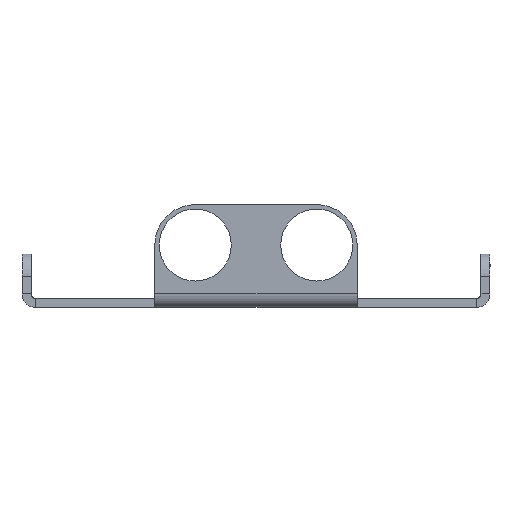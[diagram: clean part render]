
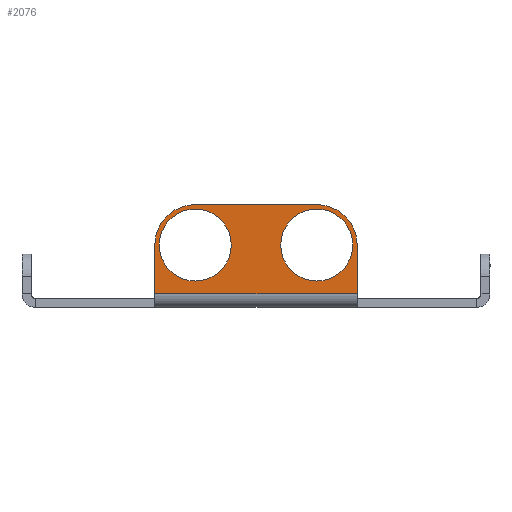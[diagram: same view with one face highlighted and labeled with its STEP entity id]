
A CAD part, front view. The second image highlights one B-rep face of the part: STEP entity #2076.
In plain terms, the highlighted planar face has unit normal (0, -1, 0).
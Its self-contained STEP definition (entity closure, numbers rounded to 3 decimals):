
#45 = DIRECTION ( 'NONE',  ( 1., 0., 0. ) ) ;
#48 = ORIENTED_EDGE ( 'NONE', *, *, #1045, .F. ) ;
#86 = LINE ( 'NONE', #917, #3139 ) ;
#127 = CIRCLE ( 'NONE', #1902, 8. ) ;
#144 = AXIS2_PLACEMENT_3D ( 'NONE', #2584, #2991, #2482 ) ;
#506 = EDGE_CURVE ( 'NONE', #3510, #531, #2719, .T. ) ;
#531 = VERTEX_POINT ( 'NONE', #2949 ) ;
#577 = VERTEX_POINT ( 'NONE', #1182 ) ;
#645 = ORIENTED_EDGE ( 'NONE', *, *, #506, .F. ) ;
#732 = ORIENTED_EDGE ( 'NONE', *, *, #1798, .F. ) ;
#747 = ORIENTED_EDGE ( 'NONE', *, *, #2818, .F. ) ;
#815 = DIRECTION ( 'NONE',  ( 0., -1., 0. ) ) ;
#908 = CARTESIAN_POINT ( 'NONE',  ( -60.921, -32.04, 22.858 ) ) ;
#917 = CARTESIAN_POINT ( 'NONE',  ( -69.921, -32.04, -68.142 ) ) ;
#919 = VERTEX_POINT ( 'NONE', #2677 ) ;
#921 = CARTESIAN_POINT ( 'NONE',  ( -24.921, -32.04, 3. ) ) ;
#1045 = EDGE_CURVE ( 'NONE', #2907, #2411, #2295, .T. ) ;
#1052 = DIRECTION ( 'NONE',  ( 0., 1., 0. ) ) ;
#1136 = EDGE_CURVE ( 'NONE', #2044, #2907, #2525, .T. ) ;
#1145 = CARTESIAN_POINT ( 'NONE',  ( -60.921, -32.04, 13.858 ) ) ;
#1156 = ORIENTED_EDGE ( 'NONE', *, *, #3780, .T. ) ;
#1182 = CARTESIAN_POINT ( 'NONE',  ( -33.921, -32.04, 21.858 ) ) ;
#1191 = CARTESIAN_POINT ( 'NONE',  ( -60.921, -32.04, 3. ) ) ;
#1222 = DIRECTION ( 'NONE',  ( 1., 0., 0. ) ) ;
#1270 = CARTESIAN_POINT ( 'NONE',  ( -60.921, -32.04, 22.858 ) ) ;
#1293 = DIRECTION ( 'NONE',  ( 0., 0., -1. ) ) ;
#1342 = ORIENTED_EDGE ( 'NONE', *, *, #3209, .F. ) ;
#1387 = CARTESIAN_POINT ( 'NONE',  ( -60.921, -32.04, 21.858 ) ) ;
#1402 = CARTESIAN_POINT ( 'NONE',  ( -33.921, -32.04, 22.858 ) ) ;
#1457 = AXIS2_PLACEMENT_3D ( 'NONE', #3081, #3376, #1614 ) ;
#1477 = DIRECTION ( 'NONE',  ( 0., -1., 0. ) ) ;
#1516 = VERTEX_POINT ( 'NONE', #1270 ) ;
#1517 = DIRECTION ( 'NONE',  ( 0., 1., 0. ) ) ;
#1606 = VECTOR ( 'NONE', #1293, 1000. ) ;
#1614 = DIRECTION ( 'NONE',  ( 0., 0., -1. ) ) ;
#1623 = CIRCLE ( 'NONE', #2590, 9. ) ;
#1691 = FACE_BOUND ( 'NONE', #3125, .T. ) ;
#1723 = ORIENTED_EDGE ( 'NONE', *, *, #3812, .F. ) ;
#1730 = PLANE ( 'NONE',  #3206 ) ;
#1798 = EDGE_CURVE ( 'NONE', #531, #3510, #127, .T. ) ;
#1869 = FACE_OUTER_BOUND ( 'NONE', #3138, .T. ) ;
#1902 = AXIS2_PLACEMENT_3D ( 'NONE', #3804, #2057, #2342 ) ;
#2044 = VERTEX_POINT ( 'NONE', #1402 ) ;
#2057 = DIRECTION ( 'NONE',  ( 0., -1., 0. ) ) ;
#2076 = ADVANCED_FACE ( 'NONE', ( #1691, #2089, #1869 ), #1730, .T. ) ;
#2089 = FACE_BOUND ( 'NONE', #3421, .T. ) ;
#2120 = DIRECTION ( 'NONE',  ( 0., 0., 1. ) ) ;
#2172 = CIRCLE ( 'NONE', #144, 8. ) ;
#2295 = LINE ( 'NONE', #3062, #1606 ) ;
#2300 = DIRECTION ( 'NONE',  ( -1., 0., 0. ) ) ;
#2342 = DIRECTION ( 'NONE',  ( 0., 0., -1. ) ) ;
#2388 = AXIS2_PLACEMENT_3D ( 'NONE', #2549, #1052, #3133 ) ;
#2411 = VERTEX_POINT ( 'NONE', #921 ) ;
#2482 = DIRECTION ( 'NONE',  ( 0., 0., -1. ) ) ;
#2525 = CIRCLE ( 'NONE', #2388, 9. ) ;
#2549 = CARTESIAN_POINT ( 'NONE',  ( -33.921, -32.04, 13.858 ) ) ;
#2575 = ORIENTED_EDGE ( 'NONE', *, *, #3225, .F. ) ;
#2584 = CARTESIAN_POINT ( 'NONE',  ( -33.921, -32.04, 13.858 ) ) ;
#2590 = AXIS2_PLACEMENT_3D ( 'NONE', #2975, #1517, #2666 ) ;
#2591 = CIRCLE ( 'NONE', #1457, 8. ) ;
#2640 = CARTESIAN_POINT ( 'NONE',  ( -69.921, -32.04, 13.858 ) ) ;
#2666 = DIRECTION ( 'NONE',  ( 1., 0., 0. ) ) ;
#2677 = CARTESIAN_POINT ( 'NONE',  ( -33.921, -32.04, 5.858 ) ) ;
#2719 = CIRCLE ( 'NONE', #2860, 8. ) ;
#2815 = VERTEX_POINT ( 'NONE', #2640 ) ;
#2818 = EDGE_CURVE ( 'NONE', #1516, #2044, #3601, .T. ) ;
#2842 = VECTOR ( 'NONE', #45, 1000. ) ;
#2860 = AXIS2_PLACEMENT_3D ( 'NONE', #1145, #1477, #2939 ) ;
#2870 = LINE ( 'NONE', #1191, #3177 ) ;
#2872 = EDGE_CURVE ( 'NONE', #2815, #1516, #1623, .T. ) ;
#2907 = VERTEX_POINT ( 'NONE', #3545 ) ;
#2939 = DIRECTION ( 'NONE',  ( 0., 0., -1. ) ) ;
#2943 = VERTEX_POINT ( 'NONE', #3039 ) ;
#2949 = CARTESIAN_POINT ( 'NONE',  ( -60.921, -32.04, 5.858 ) ) ;
#2975 = CARTESIAN_POINT ( 'NONE',  ( -60.921, -32.04, 13.858 ) ) ;
#2991 = DIRECTION ( 'NONE',  ( 0., -1., 0. ) ) ;
#3038 = ORIENTED_EDGE ( 'NONE', *, *, #2872, .F. ) ;
#3039 = CARTESIAN_POINT ( 'NONE',  ( -69.921, -32.04, 3. ) ) ;
#3062 = CARTESIAN_POINT ( 'NONE',  ( -24.921, -32.04, -68.142 ) ) ;
#3081 = CARTESIAN_POINT ( 'NONE',  ( -33.921, -32.04, 13.858 ) ) ;
#3125 = EDGE_LOOP ( 'NONE', ( #2575, #1342 ) ) ;
#3133 = DIRECTION ( 'NONE',  ( 1., 0., 0. ) ) ;
#3138 = EDGE_LOOP ( 'NONE', ( #1723, #1156, #48, #3764, #747, #3038 ) ) ;
#3139 = VECTOR ( 'NONE', #2120, 1000. ) ;
#3177 = VECTOR ( 'NONE', #1222, 1000. ) ;
#3180 = CARTESIAN_POINT ( 'NONE',  ( -60.921, -32.04, -68.142 ) ) ;
#3206 = AXIS2_PLACEMENT_3D ( 'NONE', #3180, #815, #2300 ) ;
#3209 = EDGE_CURVE ( 'NONE', #577, #919, #2591, .T. ) ;
#3225 = EDGE_CURVE ( 'NONE', #919, #577, #2172, .T. ) ;
#3376 = DIRECTION ( 'NONE',  ( 0., -1., 0. ) ) ;
#3421 = EDGE_LOOP ( 'NONE', ( #732, #645 ) ) ;
#3510 = VERTEX_POINT ( 'NONE', #1387 ) ;
#3545 = CARTESIAN_POINT ( 'NONE',  ( -24.921, -32.04, 13.858 ) ) ;
#3601 = LINE ( 'NONE', #908, #2842 ) ;
#3764 = ORIENTED_EDGE ( 'NONE', *, *, #1136, .F. ) ;
#3780 = EDGE_CURVE ( 'NONE', #2943, #2411, #2870, .T. ) ;
#3804 = CARTESIAN_POINT ( 'NONE',  ( -60.921, -32.04, 13.858 ) ) ;
#3812 = EDGE_CURVE ( 'NONE', #2943, #2815, #86, .T. ) ;
